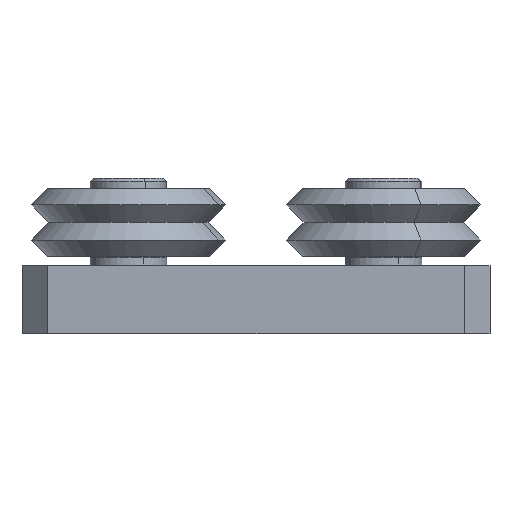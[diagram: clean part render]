
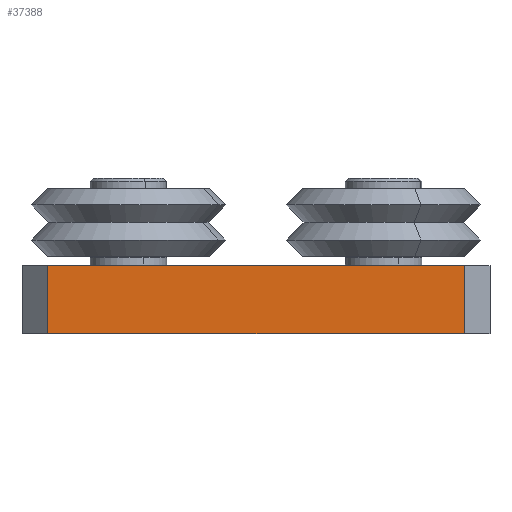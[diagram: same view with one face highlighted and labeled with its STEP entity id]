
A CAD part, left-side view. The second image highlights one B-rep face of the part: STEP entity #37388.
In plain terms, the highlighted planar face has unit normal (-1, 0, 0).
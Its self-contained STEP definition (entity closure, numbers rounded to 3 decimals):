
#66 = VERTEX_POINT ( 'NONE', #18655 ) ;
#5807 = CARTESIAN_POINT ( 'NONE',  ( -56., -49., 0. ) ) ;
#6945 = CARTESIAN_POINT ( 'NONE',  ( -56., 49., 0. ) ) ;
#11597 = VERTEX_POINT ( 'NONE', #55508 ) ;
#11605 = PLANE ( 'NONE',  #43695 ) ;
#12983 = DIRECTION ( 'NONE',  ( 1., 0., 0. ) ) ;
#13526 = VECTOR ( 'NONE', #25704, 1000. ) ;
#14119 = CARTESIAN_POINT ( 'NONE',  ( -56., 55., 16. ) ) ;
#14586 = CARTESIAN_POINT ( 'NONE',  ( -56., 55., 16. ) ) ;
#15405 = ORIENTED_EDGE ( 'NONE', *, *, #32103, .T. ) ;
#15857 = VECTOR ( 'NONE', #30503, 1000. ) ;
#17192 = LINE ( 'NONE', #51729, #15857 ) ;
#18655 = CARTESIAN_POINT ( 'NONE',  ( -56., 49., 16. ) ) ;
#20034 = VERTEX_POINT ( 'NONE', #5807 ) ;
#21167 = CARTESIAN_POINT ( 'NONE',  ( -56., -49., 16. ) ) ;
#22194 = VECTOR ( 'NONE', #52638, 1000. ) ;
#25704 = DIRECTION ( 'NONE',  ( 0., 0., 1. ) ) ;
#27381 = LINE ( 'NONE', #14586, #42772 ) ;
#28169 = ORIENTED_EDGE ( 'NONE', *, *, #45110, .F. ) ;
#30234 = EDGE_LOOP ( 'NONE', ( #28169, #42898, #15405, #40832 ) ) ;
#30503 = DIRECTION ( 'NONE',  ( 0., -1., 0. ) ) ;
#32103 = EDGE_CURVE ( 'NONE', #32378, #20034, #17192, .T. ) ;
#32378 = VERTEX_POINT ( 'NONE', #6945 ) ;
#37388 = ADVANCED_FACE ( 'NONE', ( #42780 ), #11605, .F. ) ;
#40832 = ORIENTED_EDGE ( 'NONE', *, *, #52937, .T. ) ;
#42772 = VECTOR ( 'NONE', #45713, 1000. ) ;
#42780 = FACE_OUTER_BOUND ( 'NONE', #30234, .T. ) ;
#42898 = ORIENTED_EDGE ( 'NONE', *, *, #47274, .T. ) ;
#43695 = AXIS2_PLACEMENT_3D ( 'NONE', #14119, #12983, #43913 ) ;
#43913 = DIRECTION ( 'NONE',  ( 0., 1., 0. ) ) ;
#45110 = EDGE_CURVE ( 'NONE', #66, #11597, #27381, .T. ) ;
#45713 = DIRECTION ( 'NONE',  ( 0., -1., 0. ) ) ;
#46946 = LINE ( 'NONE', #21167, #13526 ) ;
#47113 = LINE ( 'NONE', #51608, #22194 ) ;
#47274 = EDGE_CURVE ( 'NONE', #66, #32378, #47113, .T. ) ;
#51608 = CARTESIAN_POINT ( 'NONE',  ( -56., 49., 16. ) ) ;
#51729 = CARTESIAN_POINT ( 'NONE',  ( -56., 55., 0. ) ) ;
#52638 = DIRECTION ( 'NONE',  ( 0., 0., -1. ) ) ;
#52937 = EDGE_CURVE ( 'NONE', #20034, #11597, #46946, .T. ) ;
#55508 = CARTESIAN_POINT ( 'NONE',  ( -56., -49., 16. ) ) ;
